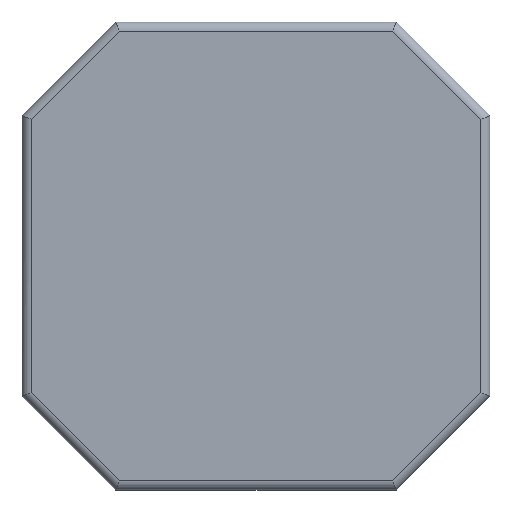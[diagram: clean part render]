
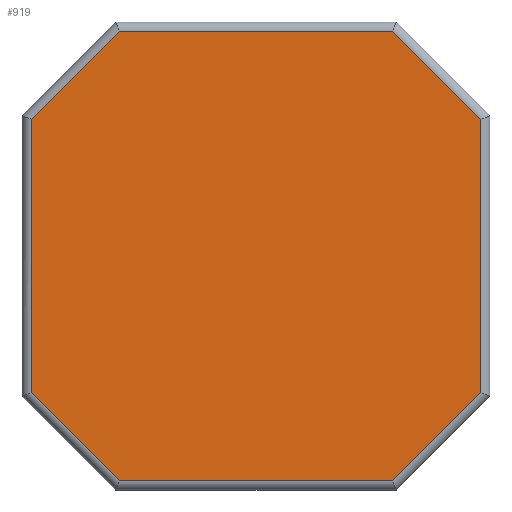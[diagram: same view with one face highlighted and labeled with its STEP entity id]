
A CAD part, front view. The second image highlights one B-rep face of the part: STEP entity #919.
In plain terms, the highlighted planar face has unit normal (0, -1, 0).
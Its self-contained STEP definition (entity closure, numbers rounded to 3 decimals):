
#65=PLANE('',#1010);
#107=FACE_OUTER_BOUND('',#170,.T.);
#170=EDGE_LOOP('',(#672,#673,#674,#675,#676,#677,#678,#679));
#245=LINE('',#1396,#330);
#247=LINE('',#1404,#332);
#249=LINE('',#1411,#334);
#251=LINE('',#1419,#336);
#254=LINE('',#1427,#339);
#256=LINE('',#1433,#341);
#257=LINE('',#1436,#342);
#260=LINE('',#1440,#345);
#330=VECTOR('',#1099,10.);
#332=VECTOR('',#1107,10.);
#334=VECTOR('',#1113,10.);
#336=VECTOR('',#1121,10.);
#339=VECTOR('',#1128,10.);
#341=VECTOR('',#1134,10.);
#342=VECTOR('',#1139,10.);
#345=VECTOR('',#1144,10.);
#415=VERTEX_POINT('',#1394);
#416=VERTEX_POINT('',#1395);
#419=VERTEX_POINT('',#1403);
#421=VERTEX_POINT('',#1409);
#422=VERTEX_POINT('',#1410);
#425=VERTEX_POINT('',#1418);
#428=VERTEX_POINT('',#1426);
#430=VERTEX_POINT('',#1432);
#497=EDGE_CURVE('',#415,#416,#245,.T.);
#501=EDGE_CURVE('',#416,#419,#247,.T.);
#504=EDGE_CURVE('',#421,#422,#249,.T.);
#508=EDGE_CURVE('',#422,#425,#251,.T.);
#512=EDGE_CURVE('',#425,#428,#254,.T.);
#515=EDGE_CURVE('',#428,#430,#256,.T.);
#517=EDGE_CURVE('',#419,#421,#257,.T.);
#520=EDGE_CURVE('',#430,#415,#260,.T.);
#672=ORIENTED_EDGE('',*,*,#504,.F.);
#673=ORIENTED_EDGE('',*,*,#517,.F.);
#674=ORIENTED_EDGE('',*,*,#501,.F.);
#675=ORIENTED_EDGE('',*,*,#497,.F.);
#676=ORIENTED_EDGE('',*,*,#520,.F.);
#677=ORIENTED_EDGE('',*,*,#515,.F.);
#678=ORIENTED_EDGE('',*,*,#512,.F.);
#679=ORIENTED_EDGE('',*,*,#508,.F.);
#919=ADVANCED_FACE('',(#107),#65,.F.);
#1010=AXIS2_PLACEMENT_3D('',#1459,#1162,#1163);
#1099=DIRECTION('',(-1.,0.,0.));
#1107=DIRECTION('',(-0.707,0.,0.707));
#1113=DIRECTION('',(0.707,0.,0.707));
#1121=DIRECTION('',(1.,0.,0.));
#1128=DIRECTION('',(0.707,0.,-0.707));
#1134=DIRECTION('',(0.,0.,-1.));
#1139=DIRECTION('',(0.,0.,1.));
#1144=DIRECTION('',(-0.707,0.,-0.707));
#1162=DIRECTION('center_axis',(0.,1.,0.));
#1163=DIRECTION('ref_axis',(1.,0.,0.));
#1394=CARTESIAN_POINT('',(15.309,0.,-23.129));
#1395=CARTESIAN_POINT('',(-13.863,0.,-23.129));
#1396=CARTESIAN_POINT('',(8.223,0.,-23.129));
#1403=CARTESIAN_POINT('',(-23.277,0.,-13.715));
#1404=CARTESIAN_POINT('',(-16.07,0.,-20.922));
#1409=CARTESIAN_POINT('',(-23.277,0.,15.457));
#1410=CARTESIAN_POINT('',(-13.863,0.,24.871));
#1411=CARTESIAN_POINT('',(-21.07,0.,17.664));
#1418=CARTESIAN_POINT('',(15.309,0.,24.871));
#1419=CARTESIAN_POINT('',(-6.777,0.,24.871));
#1426=CARTESIAN_POINT('',(24.723,0.,15.457));
#1427=CARTESIAN_POINT('',(17.516,0.,22.664));
#1432=CARTESIAN_POINT('',(24.723,0.,-13.715));
#1433=CARTESIAN_POINT('',(24.723,0.,8.371));
#1436=CARTESIAN_POINT('',(-23.277,0.,-6.629));
#1440=CARTESIAN_POINT('',(22.516,0.,-15.922));
#1459=CARTESIAN_POINT('Origin',(0.723,0.,0.871));
